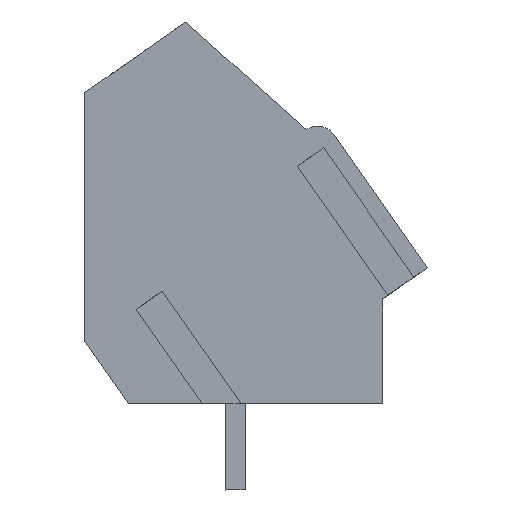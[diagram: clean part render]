
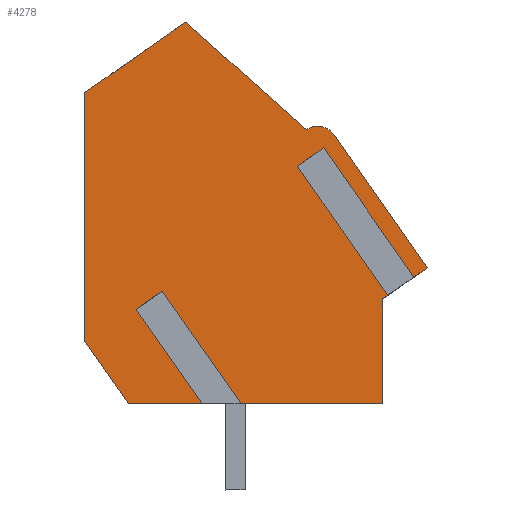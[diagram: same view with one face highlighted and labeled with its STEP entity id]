
A CAD part, left-side view. The second image highlights one B-rep face of the part: STEP entity #4278.
In plain terms, the highlighted planar face has unit normal (-1, 0, 0).
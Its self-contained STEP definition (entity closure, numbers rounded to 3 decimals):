
#4138=AXIS2_PLACEMENT_3D('Plane Axis2P3D',#4135,#4136,#4137) ;
#4200=AXIS2_PLACEMENT_3D('Circle Axis2P3D',#4198,#4199,$) ;
#4135=CARTESIAN_POINT('Axis2P3D Location',(0.55,13.9,0.)) ;
#4140=CARTESIAN_POINT('Line Origine',(0.55,4.87,3.5)) ;
#4144=CARTESIAN_POINT('Vertex',(0.55,7.94,3.5)) ;
#4146=CARTESIAN_POINT('Vertex',(0.55,1.8,3.5)) ;
#4149=CARTESIAN_POINT('Line Origine',(0.55,1.8,5.629)) ;
#4153=CARTESIAN_POINT('Vertex',(0.55,1.8,7.758)) ;
#4156=CARTESIAN_POINT('Line Origine',(0.55,1.568,7.92)) ;
#4160=CARTESIAN_POINT('Vertex',(0.55,1.336,8.083)) ;
#4163=CARTESIAN_POINT('Line Origine',(0.55,3.171,10.704)) ;
#4167=CARTESIAN_POINT('Vertex',(0.55,5.007,13.326)) ;
#4170=CARTESIAN_POINT('Line Origine',(0.55,4.736,13.515)) ;
#4174=CARTESIAN_POINT('Vertex',(0.55,4.465,13.705)) ;
#4177=CARTESIAN_POINT('Line Origine',(0.55,2.629,11.084)) ;
#4181=CARTESIAN_POINT('Vertex',(0.55,0.794,8.462)) ;
#4184=CARTESIAN_POINT('Line Origine',(0.55,0.397,8.74)) ;
#4188=CARTESIAN_POINT('Vertex',(0.55,0.,9.018)) ;
#4191=CARTESIAN_POINT('Line Origine',(0.55,1.893,11.722)) ;
#4195=CARTESIAN_POINT('Vertex',(0.55,3.786,14.425)) ;
#4198=CARTESIAN_POINT('Axis2P3D Location',(0.55,4.441,13.966)) ;
#4202=CARTESIAN_POINT('Vertex',(0.55,4.9,14.621)) ;
#4205=CARTESIAN_POINT('Line Origine',(0.55,7.352,16.811)) ;
#4209=CARTESIAN_POINT('Vertex',(0.55,9.804,19.)) ;
#4212=CARTESIAN_POINT('Line Origine',(0.55,11.852,17.566)) ;
#4216=CARTESIAN_POINT('Vertex',(0.55,13.9,16.132)) ;
#4219=CARTESIAN_POINT('Line Origine',(0.55,13.9,11.081)) ;
#4223=CARTESIAN_POINT('Vertex',(0.55,13.9,6.03)) ;
#4226=CARTESIAN_POINT('Line Origine',(0.55,13.014,4.765)) ;
#4230=CARTESIAN_POINT('Vertex',(0.55,12.128,3.5)) ;
#4233=CARTESIAN_POINT('Line Origine',(0.55,10.438,3.5)) ;
#4237=CARTESIAN_POINT('Vertex',(0.55,8.747,3.5)) ;
#4240=CARTESIAN_POINT('Line Origine',(0.55,10.154,5.508)) ;
#4244=CARTESIAN_POINT('Vertex',(0.55,11.56,7.516)) ;
#4247=CARTESIAN_POINT('Line Origine',(0.55,11.289,7.706)) ;
#4251=CARTESIAN_POINT('Vertex',(0.55,11.018,7.896)) ;
#4254=CARTESIAN_POINT('Line Origine',(0.55,9.479,5.698)) ;
#4136=DIRECTION('Axis2P3D Direction',(-1.,0.,0.)) ;
#4137=DIRECTION('Axis2P3D XDirection',(0.,-1.,0.)) ;
#4141=DIRECTION('Vector Direction',(0.,1.,0.)) ;
#4150=DIRECTION('Vector Direction',(0.,0.,-1.)) ;
#4157=DIRECTION('Vector Direction',(0.,0.819,-0.574)) ;
#4164=DIRECTION('Vector Direction',(0.,-0.574,-0.819)) ;
#4171=DIRECTION('Vector Direction',(0.,0.819,-0.574)) ;
#4178=DIRECTION('Vector Direction',(0.,-0.574,-0.819)) ;
#4185=DIRECTION('Vector Direction',(0.,0.819,-0.574)) ;
#4192=DIRECTION('Vector Direction',(0.,-0.574,-0.819)) ;
#4199=DIRECTION('Axis2P3D Direction',(-1.,0.,0.)) ;
#4206=DIRECTION('Vector Direction',(0.,-0.746,-0.666)) ;
#4213=DIRECTION('Vector Direction',(0.,-0.819,0.574)) ;
#4220=DIRECTION('Vector Direction',(0.,0.,1.)) ;
#4227=DIRECTION('Vector Direction',(0.,0.574,0.819)) ;
#4234=DIRECTION('Vector Direction',(0.,1.,0.)) ;
#4241=DIRECTION('Vector Direction',(0.,-0.574,-0.819)) ;
#4248=DIRECTION('Vector Direction',(0.,-0.819,0.574)) ;
#4255=DIRECTION('Vector Direction',(0.,-0.574,-0.819)) ;
#4142=VECTOR('Line Direction',#4141,1.) ;
#4151=VECTOR('Line Direction',#4150,1.) ;
#4158=VECTOR('Line Direction',#4157,1.) ;
#4165=VECTOR('Line Direction',#4164,1.) ;
#4172=VECTOR('Line Direction',#4171,1.) ;
#4179=VECTOR('Line Direction',#4178,1.) ;
#4186=VECTOR('Line Direction',#4185,1.) ;
#4193=VECTOR('Line Direction',#4192,1.) ;
#4207=VECTOR('Line Direction',#4206,1.) ;
#4214=VECTOR('Line Direction',#4213,1.) ;
#4221=VECTOR('Line Direction',#4220,1.) ;
#4228=VECTOR('Line Direction',#4227,1.) ;
#4235=VECTOR('Line Direction',#4234,1.) ;
#4242=VECTOR('Line Direction',#4241,1.) ;
#4249=VECTOR('Line Direction',#4248,1.) ;
#4256=VECTOR('Line Direction',#4255,1.) ;
#4260=ORIENTED_EDGE('',*,*,#4148,.T.) ;
#4261=ORIENTED_EDGE('',*,*,#4155,.T.) ;
#4262=ORIENTED_EDGE('',*,*,#4162,.T.) ;
#4263=ORIENTED_EDGE('',*,*,#4169,.F.) ;
#4264=ORIENTED_EDGE('',*,*,#4176,.F.) ;
#4265=ORIENTED_EDGE('',*,*,#4183,.T.) ;
#4266=ORIENTED_EDGE('',*,*,#4190,.T.) ;
#4267=ORIENTED_EDGE('',*,*,#4197,.T.) ;
#4268=ORIENTED_EDGE('',*,*,#4204,.T.) ;
#4269=ORIENTED_EDGE('',*,*,#4211,.T.) ;
#4270=ORIENTED_EDGE('',*,*,#4218,.T.) ;
#4271=ORIENTED_EDGE('',*,*,#4225,.T.) ;
#4272=ORIENTED_EDGE('',*,*,#4232,.T.) ;
#4273=ORIENTED_EDGE('',*,*,#4239,.T.) ;
#4274=ORIENTED_EDGE('',*,*,#4246,.F.) ;
#4275=ORIENTED_EDGE('',*,*,#4253,.F.) ;
#4276=ORIENTED_EDGE('',*,*,#4258,.T.) ;
#4278=ADVANCED_FACE('HOUSING',(#4277),#4139,.T.) ;
#4201=CIRCLE('generated circle',#4200,0.8) ;
#4148=EDGE_CURVE('',#4145,#4147,#4143,.F.) ;
#4155=EDGE_CURVE('',#4147,#4154,#4152,.F.) ;
#4162=EDGE_CURVE('',#4154,#4161,#4159,.F.) ;
#4169=EDGE_CURVE('',#4168,#4161,#4166,.T.) ;
#4176=EDGE_CURVE('',#4175,#4168,#4173,.T.) ;
#4183=EDGE_CURVE('',#4175,#4182,#4180,.T.) ;
#4190=EDGE_CURVE('',#4182,#4189,#4187,.F.) ;
#4197=EDGE_CURVE('',#4189,#4196,#4194,.F.) ;
#4204=EDGE_CURVE('',#4196,#4203,#4201,.T.) ;
#4211=EDGE_CURVE('',#4203,#4210,#4208,.F.) ;
#4218=EDGE_CURVE('',#4210,#4217,#4215,.F.) ;
#4225=EDGE_CURVE('',#4217,#4224,#4222,.F.) ;
#4232=EDGE_CURVE('',#4224,#4231,#4229,.F.) ;
#4239=EDGE_CURVE('',#4231,#4238,#4236,.F.) ;
#4246=EDGE_CURVE('',#4245,#4238,#4243,.T.) ;
#4253=EDGE_CURVE('',#4252,#4245,#4250,.F.) ;
#4258=EDGE_CURVE('',#4252,#4145,#4257,.T.) ;
#4259=EDGE_LOOP('',(#4260,#4261,#4262,#4263,#4264,#4265,#4266,#4267,#4268,#4269,#4270,#4271,#4272,#4273,#4274,#4275,#4276)) ;
#4277=FACE_OUTER_BOUND('',#4259,.T.) ;
#4143=LINE('Line',#4140,#4142) ;
#4152=LINE('Line',#4149,#4151) ;
#4159=LINE('Line',#4156,#4158) ;
#4166=LINE('Line',#4163,#4165) ;
#4173=LINE('Line',#4170,#4172) ;
#4180=LINE('Line',#4177,#4179) ;
#4187=LINE('Line',#4184,#4186) ;
#4194=LINE('Line',#4191,#4193) ;
#4208=LINE('Line',#4205,#4207) ;
#4215=LINE('Line',#4212,#4214) ;
#4222=LINE('Line',#4219,#4221) ;
#4229=LINE('Line',#4226,#4228) ;
#4236=LINE('Line',#4233,#4235) ;
#4243=LINE('Line',#4240,#4242) ;
#4250=LINE('Line',#4247,#4249) ;
#4257=LINE('Line',#4254,#4256) ;
#4139=PLANE('',#4138) ;
#4145=VERTEX_POINT('',#4144) ;
#4147=VERTEX_POINT('',#4146) ;
#4154=VERTEX_POINT('',#4153) ;
#4161=VERTEX_POINT('',#4160) ;
#4168=VERTEX_POINT('',#4167) ;
#4175=VERTEX_POINT('',#4174) ;
#4182=VERTEX_POINT('',#4181) ;
#4189=VERTEX_POINT('',#4188) ;
#4196=VERTEX_POINT('',#4195) ;
#4203=VERTEX_POINT('',#4202) ;
#4210=VERTEX_POINT('',#4209) ;
#4217=VERTEX_POINT('',#4216) ;
#4224=VERTEX_POINT('',#4223) ;
#4231=VERTEX_POINT('',#4230) ;
#4238=VERTEX_POINT('',#4237) ;
#4245=VERTEX_POINT('',#4244) ;
#4252=VERTEX_POINT('',#4251) ;
